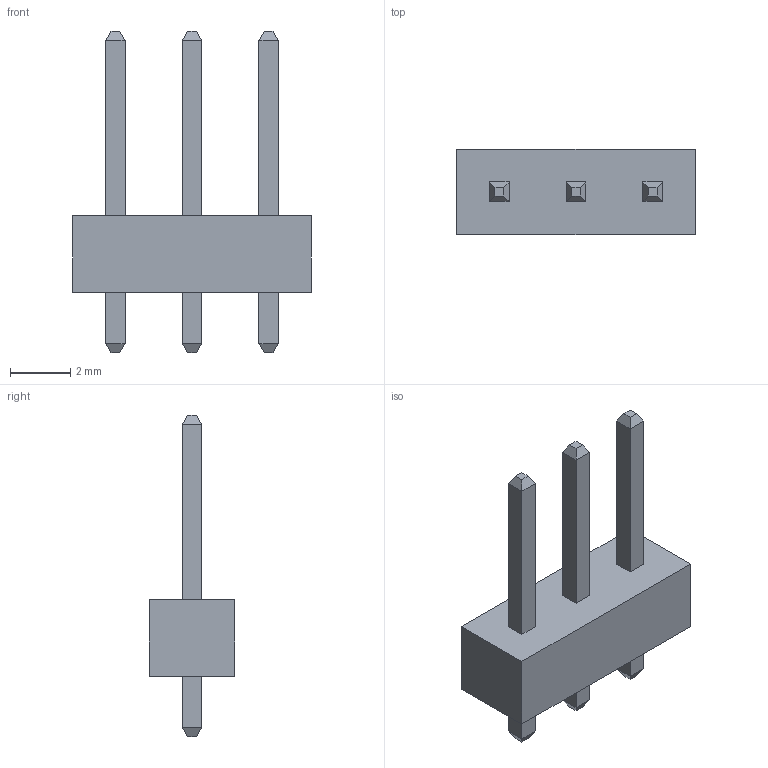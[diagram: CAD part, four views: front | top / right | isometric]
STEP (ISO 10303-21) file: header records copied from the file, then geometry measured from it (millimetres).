
FILE_DESCRIPTION (( 'STEP AP214' ), '1' );
FILE_NAME ( 'HDRV3W64P254_3X1_792X284H865.STEP', '2022-06-18T21:59:53', ( '' ), ( '' ), '', '©2017 PCB Libraries, Inc.', '' );
FILE_SCHEMA (( 'AUTOMOTIVE_DESIGN' ));
Length unit declared in the file: millimetre
Products named in the file (1): HDRV3W64P254_3X1_792X284H865
Bounding box: 7.92 x 2.84 x 10.65 mm (x, y, z)
Volume: 66.8 mm3; surface area: 164.2 mm2
Topology: 7 solids, 7 shells, 66 faces, 132 edges, 80 vertices
Faces by surface type: plane 66
Entity records: 1901 total; most frequent: CARTESIAN_POINT 279, DIRECTION 266, ORIENTED_EDGE 264, VECTOR 132, LINE 132, EDGE_CURVE 132, VERTEX_POINT 80, STYLED_ITEM 74
